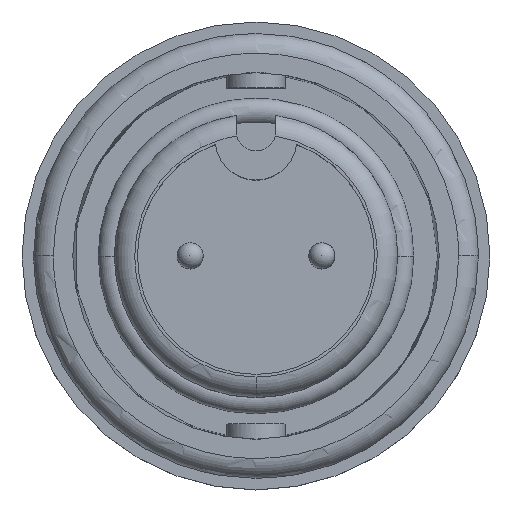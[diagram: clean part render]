
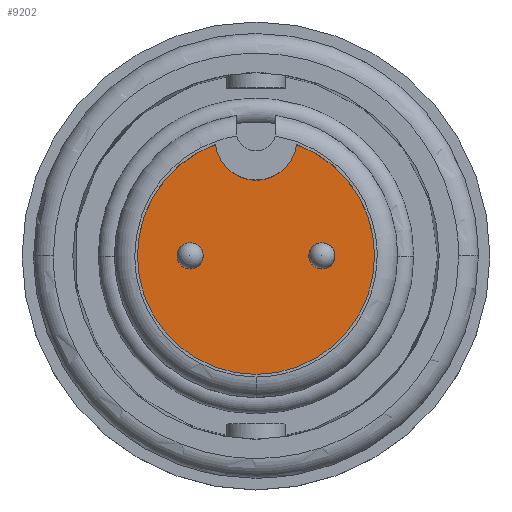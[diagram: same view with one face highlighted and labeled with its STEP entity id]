
A CAD part, top view. The second image highlights one B-rep face of the part: STEP entity #9202.
In plain terms, the highlighted planar face has unit normal (0, 0, 1).
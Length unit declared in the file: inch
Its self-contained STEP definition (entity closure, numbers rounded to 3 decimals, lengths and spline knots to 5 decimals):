
#419 = CARTESIAN_POINT ( 'NONE',  ( -0.1, 0., 0.057 ) ) ;
#428 = FACE_BOUND ( 'NONE', #3087, .T. ) ;
#973 = ORIENTED_EDGE ( 'NONE', *, *, #14591, .F. ) ;
#1057 = CARTESIAN_POINT ( 'NONE',  ( 0.1, 0., 0.057 ) ) ;
#1098 = CIRCLE ( 'NONE', #7697, 0.18 ) ;
#1136 = DIRECTION ( 'NONE',  ( 0., 0., 1. ) ) ;
#1701 = DIRECTION ( 'NONE',  ( -1., 0., 0. ) ) ;
#1733 = ORIENTED_EDGE ( 'NONE', *, *, #8803, .T. ) ;
#1874 = VERTEX_POINT ( 'NONE', #3144 ) ;
#1884 = CIRCLE ( 'NONE', #4579, 0.01974 ) ;
#1906 = AXIS2_PLACEMENT_3D ( 'NONE', #13935, #6301, #15208 ) ;
#2204 = AXIS2_PLACEMENT_3D ( 'NONE', #10166, #2487, #11442 ) ;
#2331 = DIRECTION ( 'NONE',  ( -1., 0., 0. ) ) ;
#2438 = EDGE_CURVE ( 'NONE', #1874, #2751, #1884, .T. ) ;
#2487 = DIRECTION ( 'NONE',  ( 0., 0., -1. ) ) ;
#2751 = VERTEX_POINT ( 'NONE', #9569 ) ;
#2882 = CARTESIAN_POINT ( 'NONE',  ( 0., 0.177, 0.057 ) ) ;
#3087 = EDGE_LOOP ( 'NONE', ( #1733, #4319 ) ) ;
#3144 = CARTESIAN_POINT ( 'NONE',  ( 0.11974, 0., 0.057 ) ) ;
#3148 = DIRECTION ( 'NONE',  ( 0., 0., 1. ) ) ;
#3416 = CIRCLE ( 'NONE', #1906, 0.18 ) ;
#3510 = AXIS2_PLACEMENT_3D ( 'NONE', #7124, #16051, #8393 ) ;
#3534 = AXIS2_PLACEMENT_3D ( 'NONE', #2882, #11827, #4161 ) ;
#3799 = FACE_BOUND ( 'NONE', #14533, .T. ) ;
#4161 = DIRECTION ( 'NONE',  ( 1., 0., 0. ) ) ;
#4319 = ORIENTED_EDGE ( 'NONE', *, *, #2438, .T. ) ;
#4476 = AXIS2_PLACEMENT_3D ( 'NONE', #8782, #1136, #10097 ) ;
#4503 = CARTESIAN_POINT ( 'NONE',  ( 0., 0., 0.057 ) ) ;
#4579 = AXIS2_PLACEMENT_3D ( 'NONE', #1057, #10013, #2331 ) ;
#4655 = CARTESIAN_POINT ( 'NONE',  ( 0.0615, 0.16917, 0.057 ) ) ;
#4663 = VERTEX_POINT ( 'NONE', #10644 ) ;
#4704 = CIRCLE ( 'NONE', #3534, 0.062 ) ;
#5295 = AXIS2_PLACEMENT_3D ( 'NONE', #10821, #3148, #12106 ) ;
#5797 = DIRECTION ( 'NONE',  ( 1., 0., 0. ) ) ;
#6108 = ORIENTED_EDGE ( 'NONE', *, *, #10804, .T. ) ;
#6113 = EDGE_LOOP ( 'NONE', ( #14573, #8681, #10741, #973 ) ) ;
#6197 = EDGE_CURVE ( 'NONE', #13778, #12363, #10313, .T. ) ;
#6234 = CIRCLE ( 'NONE', #2204, 0.01974 ) ;
#6301 = DIRECTION ( 'NONE',  ( 0., 0., 1. ) ) ;
#6489 = VERTEX_POINT ( 'NONE', #14708 ) ;
#7124 = CARTESIAN_POINT ( 'NONE',  ( -0.1, 0., 0.057 ) ) ;
#7442 = CARTESIAN_POINT ( 'NONE',  ( -0.18, 0., 0.057 ) ) ;
#7486 = VERTEX_POINT ( 'NONE', #13631 ) ;
#7611 = AXIS2_PLACEMENT_3D ( 'NONE', #419, #9363, #1701 ) ;
#7697 = AXIS2_PLACEMENT_3D ( 'NONE', #4503, #13439, #5797 ) ;
#8090 = CIRCLE ( 'NONE', #7611, 0.01974 ) ;
#8208 = CIRCLE ( 'NONE', #3510, 0.01974 ) ;
#8393 = DIRECTION ( 'NONE',  ( -1., 0., 0. ) ) ;
#8681 = ORIENTED_EDGE ( 'NONE', *, *, #12246, .T. ) ;
#8782 = CARTESIAN_POINT ( 'NONE',  ( 0., 0.0885, 0.057 ) ) ;
#8803 = EDGE_CURVE ( 'NONE', #2751, #1874, #6234, .T. ) ;
#9202 = ADVANCED_FACE ( 'NONE', ( #3799, #13621, #428 ), #15159, .T. ) ;
#9215 = EDGE_CURVE ( 'NONE', #6489, #15887, #3416, .T. ) ;
#9363 = DIRECTION ( 'NONE',  ( 0., 0., -1. ) ) ;
#9569 = CARTESIAN_POINT ( 'NONE',  ( 0.08026, 0., 0.057 ) ) ;
#10007 = CARTESIAN_POINT ( 'NONE',  ( 0.18, 0., 0.057 ) ) ;
#10013 = DIRECTION ( 'NONE',  ( 0., 0., -1. ) ) ;
#10097 = DIRECTION ( 'NONE',  ( 1., 0., 0. ) ) ;
#10166 = CARTESIAN_POINT ( 'NONE',  ( 0.1, 0., 0.057 ) ) ;
#10313 = CIRCLE ( 'NONE', #5295, 0.18 ) ;
#10644 = CARTESIAN_POINT ( 'NONE',  ( -0.11974, 0., 0.057 ) ) ;
#10741 = ORIENTED_EDGE ( 'NONE', *, *, #6197, .T. ) ;
#10804 = EDGE_CURVE ( 'NONE', #7486, #4663, #8208, .T. ) ;
#10821 = CARTESIAN_POINT ( 'NONE',  ( 0., 0., 0.057 ) ) ;
#11442 = DIRECTION ( 'NONE',  ( -1., 0., 0. ) ) ;
#11795 = ORIENTED_EDGE ( 'NONE', *, *, #15573, .T. ) ;
#11827 = DIRECTION ( 'NONE',  ( 0., 0., 1. ) ) ;
#12106 = DIRECTION ( 'NONE',  ( 1., 0., 0. ) ) ;
#12246 = EDGE_CURVE ( 'NONE', #15887, #13778, #1098, .T. ) ;
#12363 = VERTEX_POINT ( 'NONE', #4655 ) ;
#13439 = DIRECTION ( 'NONE',  ( 0., 0., 1. ) ) ;
#13621 = FACE_OUTER_BOUND ( 'NONE', #6113, .T. ) ;
#13631 = CARTESIAN_POINT ( 'NONE',  ( -0.08026, 0., 0.057 ) ) ;
#13778 = VERTEX_POINT ( 'NONE', #10007 ) ;
#13935 = CARTESIAN_POINT ( 'NONE',  ( 0., 0., 0.057 ) ) ;
#14533 = EDGE_LOOP ( 'NONE', ( #11795, #6108 ) ) ;
#14573 = ORIENTED_EDGE ( 'NONE', *, *, #9215, .T. ) ;
#14591 = EDGE_CURVE ( 'NONE', #6489, #12363, #4704, .T. ) ;
#14708 = CARTESIAN_POINT ( 'NONE',  ( -0.0615, 0.16917, 0.057 ) ) ;
#15159 = PLANE ( 'NONE',  #4476 ) ;
#15208 = DIRECTION ( 'NONE',  ( 1., 0., 0. ) ) ;
#15573 = EDGE_CURVE ( 'NONE', #4663, #7486, #8090, .T. ) ;
#15887 = VERTEX_POINT ( 'NONE', #7442 ) ;
#16051 = DIRECTION ( 'NONE',  ( 0., 0., -1. ) ) ;
